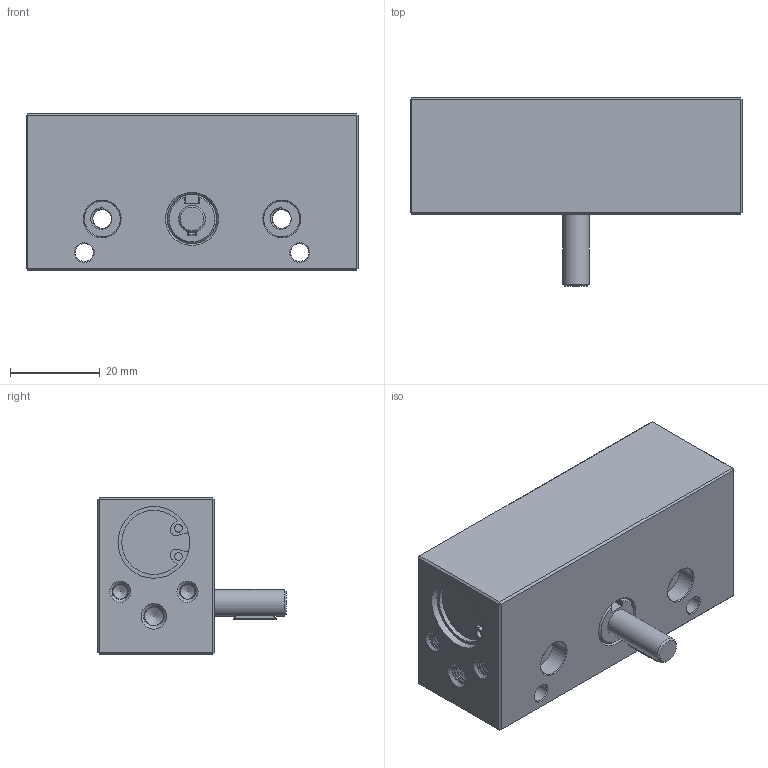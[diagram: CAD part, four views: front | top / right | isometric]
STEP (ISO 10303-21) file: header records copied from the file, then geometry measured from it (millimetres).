
FILE_DESCRIPTION(/* description */ (''),/* implementation_level */ '2;1');
FILE_NAME(/* name */ 'b80549eb-5be8-47c7-b154-cd690b31def0.stp',/* time_stamp */ '2021-10-22T06:56:21+00:00',/* author */ (''),/* organization */ (''),/* preprocessor_version */ 'ST-DEVELOPER v18.1',/* originating_system */ 'Autodesk Translation Framework v10.10.0.1391',/* authorisation */ '');
FILE_SCHEMA (('AUTOMOTIVE_DESIGN { 1 0 10303 214 3 1 1 }'));
Products named in the file (5): MD 12/90 S; Body_part_1; Retaining_ring_16; Woodruff_key_2x3,7; Rod
Assembly tree (5 placements, depth 2):
  MD 12/90 S
    Retaining_ring_16  x2
    Body_part_1
    Woodruff_key_2x3,7
    Rod
Bounding box: 74 x 42 x 35 mm (x, y, z)
Volume: 62977.6 mm3; surface area: 17892.2 mm2
Topology: 7 solids, 7 shells, 898 faces, 2584 edges, 1691 vertices
Faces by surface type: cylinder 559, bspline 208, plane 87, cone 38, sphere 4, torus 2
Full cylindrical faces by diameter (mm): 1.7 x4, 2.5 x1, 3.332 x36, 4 x4, 4.109 x18, 4.234 x50, 5.12 x29, 6 x1, 8 x4, 11 x2, 16 x2
Entity records: 58597 total; most frequent: CARTESIAN_POINT 39229, ORIENTED_EDGE 5074, EDGE_CURVE 2537, DIRECTION 2343, B_SPLINE_CURVE_WITH_KNOTS 1803, VERTEX_POINT 1671, EDGE_LOOP 934, AXIS2_PLACEMENT_3D 925
